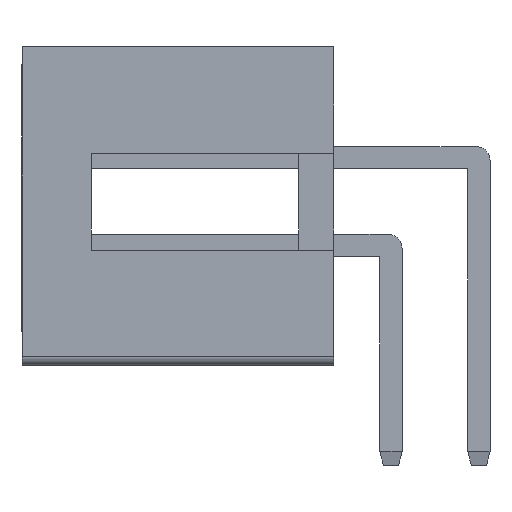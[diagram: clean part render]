
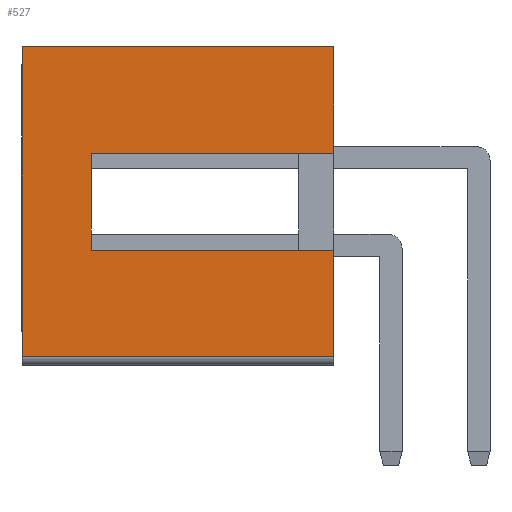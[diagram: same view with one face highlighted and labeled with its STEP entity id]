
A CAD part, left-side view. The second image highlights one B-rep face of the part: STEP entity #527.
In plain terms, the highlighted planar face has unit normal (-1, 0, 0).
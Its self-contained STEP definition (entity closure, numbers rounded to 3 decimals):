
#230 = LINE ( 'NONE', #4565, #3864 ) ;
#373 = DIRECTION ( 'NONE',  ( 0., 0., -1. ) ) ;
#451 = CARTESIAN_POINT ( 'NONE',  ( -8.89, 10.98, -4.475 ) ) ;
#527 = ADVANCED_FACE ( 'NONE', ( #4552 ), #2174, .T. ) ;
#546 = EDGE_CURVE ( 'NONE', #8493, #805, #7557, .T. ) ;
#590 = CARTESIAN_POINT ( 'NONE',  ( -8.89, 1.98, 1.395 ) ) ;
#604 = CARTESIAN_POINT ( 'NONE',  ( -8.89, 2.98, -1.405 ) ) ;
#628 = CARTESIAN_POINT ( 'NONE',  ( -8.89, 10.98, 4.475 ) ) ;
#805 = VERTEX_POINT ( 'NONE', #3884 ) ;
#962 = EDGE_CURVE ( 'NONE', #6842, #4191, #2713, .T. ) ;
#1205 = LINE ( 'NONE', #1879, #5844 ) ;
#1211 = VECTOR ( 'NONE', #6424, 1000. ) ;
#1233 = EDGE_CURVE ( 'NONE', #805, #5758, #3301, .T. ) ;
#1326 = ORIENTED_EDGE ( 'NONE', *, *, #546, .T. ) ;
#1614 = CARTESIAN_POINT ( 'NONE',  ( -8.89, 8.98, 4.475 ) ) ;
#1689 = EDGE_CURVE ( 'NONE', #6842, #5065, #5044, .T. ) ;
#1879 = CARTESIAN_POINT ( 'NONE',  ( -8.89, 2.98, 1.395 ) ) ;
#2056 = CARTESIAN_POINT ( 'NONE',  ( -8.89, 1.98, -4.475 ) ) ;
#2106 = CARTESIAN_POINT ( 'NONE',  ( -8.89, 8.98, 1.395 ) ) ;
#2174 = PLANE ( 'NONE',  #4073 ) ;
#2713 = LINE ( 'NONE', #604, #7965 ) ;
#2882 = DIRECTION ( 'NONE',  ( -1., 0., 0. ) ) ;
#3301 = LINE ( 'NONE', #628, #4918 ) ;
#3336 = LINE ( 'NONE', #6498, #6758 ) ;
#3605 = ORIENTED_EDGE ( 'NONE', *, *, #962, .T. ) ;
#3864 = VECTOR ( 'NONE', #5276, 1000. ) ;
#3884 = CARTESIAN_POINT ( 'NONE',  ( -8.89, 10.98, 4.475 ) ) ;
#4073 = AXIS2_PLACEMENT_3D ( 'NONE', #6982, #2882, #7676 ) ;
#4126 = ORIENTED_EDGE ( 'NONE', *, *, #1233, .T. ) ;
#4191 = VERTEX_POINT ( 'NONE', #4952 ) ;
#4270 = CARTESIAN_POINT ( 'NONE',  ( -8.89, 2.98, 4.475 ) ) ;
#4552 = FACE_OUTER_BOUND ( 'NONE', #4991, .T. ) ;
#4565 = CARTESIAN_POINT ( 'NONE',  ( -8.89, 1.98, -4.475 ) ) ;
#4748 = CARTESIAN_POINT ( 'NONE',  ( -8.89, 1.98, 4.475 ) ) ;
#4758 = EDGE_CURVE ( 'NONE', #8493, #4966, #230, .T. ) ;
#4825 = VECTOR ( 'NONE', #373, 1000. ) ;
#4918 = VECTOR ( 'NONE', #8814, 1000. ) ;
#4952 = CARTESIAN_POINT ( 'NONE',  ( -8.89, 8.98, -1.405 ) ) ;
#4966 = VERTEX_POINT ( 'NONE', #590 ) ;
#4991 = EDGE_LOOP ( 'NONE', ( #7952, #7313, #3605, #8012, #6585, #5148, #1326, #4126 ) ) ;
#5044 = LINE ( 'NONE', #5169, #4825 ) ;
#5065 = VERTEX_POINT ( 'NONE', #2056 ) ;
#5111 = VERTEX_POINT ( 'NONE', #2106 ) ;
#5148 = ORIENTED_EDGE ( 'NONE', *, *, #4758, .F. ) ;
#5169 = CARTESIAN_POINT ( 'NONE',  ( -8.89, 1.98, -4.475 ) ) ;
#5276 = DIRECTION ( 'NONE',  ( 0., 0., -1. ) ) ;
#5414 = DIRECTION ( 'NONE',  ( 0., 1., 0. ) ) ;
#5758 = VERTEX_POINT ( 'NONE', #451 ) ;
#5835 = DIRECTION ( 'NONE',  ( 0., 1., 0. ) ) ;
#5844 = VECTOR ( 'NONE', #6010, 1000. ) ;
#6010 = DIRECTION ( 'NONE',  ( 0., -1., 0. ) ) ;
#6424 = DIRECTION ( 'NONE',  ( 0., 0., 1. ) ) ;
#6479 = LINE ( 'NONE', #1614, #1211 ) ;
#6498 = CARTESIAN_POINT ( 'NONE',  ( -8.89, 2.98, -4.475 ) ) ;
#6585 = ORIENTED_EDGE ( 'NONE', *, *, #7283, .T. ) ;
#6758 = VECTOR ( 'NONE', #5835, 1000. ) ;
#6842 = VERTEX_POINT ( 'NONE', #7650 ) ;
#6982 = CARTESIAN_POINT ( 'NONE',  ( -8.89, 2.98, 4.475 ) ) ;
#7043 = EDGE_CURVE ( 'NONE', #4191, #5111, #6479, .T. ) ;
#7283 = EDGE_CURVE ( 'NONE', #5111, #4966, #1205, .T. ) ;
#7313 = ORIENTED_EDGE ( 'NONE', *, *, #1689, .F. ) ;
#7339 = VECTOR ( 'NONE', #8360, 1000. ) ;
#7557 = LINE ( 'NONE', #4270, #7339 ) ;
#7560 = EDGE_CURVE ( 'NONE', #5065, #5758, #3336, .T. ) ;
#7650 = CARTESIAN_POINT ( 'NONE',  ( -8.89, 1.98, -1.405 ) ) ;
#7676 = DIRECTION ( 'NONE',  ( 0., 0., 1. ) ) ;
#7952 = ORIENTED_EDGE ( 'NONE', *, *, #7560, .F. ) ;
#7965 = VECTOR ( 'NONE', #5414, 1000. ) ;
#8012 = ORIENTED_EDGE ( 'NONE', *, *, #7043, .T. ) ;
#8360 = DIRECTION ( 'NONE',  ( 0., 1., 0. ) ) ;
#8493 = VERTEX_POINT ( 'NONE', #4748 ) ;
#8814 = DIRECTION ( 'NONE',  ( 0., 0., -1. ) ) ;
